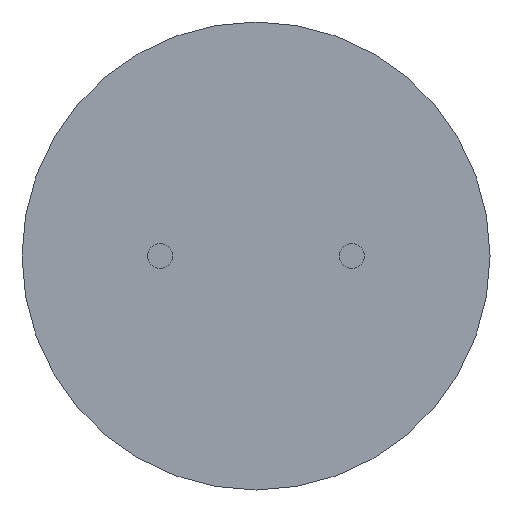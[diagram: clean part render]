
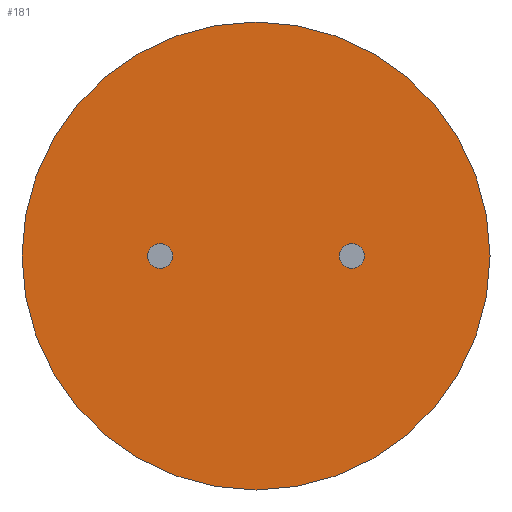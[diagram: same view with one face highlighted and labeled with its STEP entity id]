
A CAD part, front view. The second image highlights one B-rep face of the part: STEP entity #181.
In plain terms, the highlighted planar face has unit normal (0, -1, 0).
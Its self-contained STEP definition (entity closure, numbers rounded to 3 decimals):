
#13 = VERTEX_POINT ( 'NONE', #257 ) ;
#14 = AXIS2_PLACEMENT_3D ( 'NONE', #377, #262, #59 ) ;
#35 = CARTESIAN_POINT ( 'NONE',  ( 0., 0., 0. ) ) ;
#38 = CARTESIAN_POINT ( 'NONE',  ( -2.5, 0., -0.325 ) ) ;
#39 = CIRCLE ( 'NONE', #378, 6.1 ) ;
#49 = CIRCLE ( 'NONE', #147, 0.325 ) ;
#52 = ORIENTED_EDGE ( 'NONE', *, *, #141, .F. ) ;
#59 = DIRECTION ( 'NONE',  ( 0., 0., 1. ) ) ;
#61 = VERTEX_POINT ( 'NONE', #107 ) ;
#65 = DIRECTION ( 'NONE',  ( 0., 0., 1. ) ) ;
#81 = ORIENTED_EDGE ( 'NONE', *, *, #226, .F. ) ;
#89 = CIRCLE ( 'NONE', #14, 0.325 ) ;
#96 = CARTESIAN_POINT ( 'NONE',  ( 0., 0., 6.1 ) ) ;
#102 = FACE_OUTER_BOUND ( 'NONE', #252, .T. ) ;
#103 = EDGE_CURVE ( 'NONE', #61, #337, #171, .T. ) ;
#107 = CARTESIAN_POINT ( 'NONE',  ( 2.5, 0., 0.325 ) ) ;
#114 = VERTEX_POINT ( 'NONE', #38 ) ;
#120 = EDGE_CURVE ( 'NONE', #314, #192, #39, .T. ) ;
#126 = DIRECTION ( 'NONE',  ( 0., 1., 0. ) ) ;
#134 = CARTESIAN_POINT ( 'NONE',  ( 0., 0., -6.1 ) ) ;
#141 = EDGE_CURVE ( 'NONE', #13, #114, #49, .T. ) ;
#147 = AXIS2_PLACEMENT_3D ( 'NONE', #154, #387, #367 ) ;
#150 = CARTESIAN_POINT ( 'NONE',  ( 2.5, 0., 0. ) ) ;
#154 = CARTESIAN_POINT ( 'NONE',  ( -2.5, 0., 0. ) ) ;
#157 = DIRECTION ( 'NONE',  ( 0., 1., 0. ) ) ;
#171 = CIRCLE ( 'NONE', #382, 0.325 ) ;
#181 = ADVANCED_FACE ( 'NONE', ( #239, #364, #102 ), #186, .F. ) ;
#186 = PLANE ( 'NONE',  #292 ) ;
#192 = VERTEX_POINT ( 'NONE', #134 ) ;
#196 = CIRCLE ( 'NONE', #299, 0.325 ) ;
#204 = ORIENTED_EDGE ( 'NONE', *, *, #259, .F. ) ;
#205 = EDGE_LOOP ( 'NONE', ( #236, #204 ) ) ;
#206 = CARTESIAN_POINT ( 'NONE',  ( 0., 0., 0. ) ) ;
#226 = EDGE_CURVE ( 'NONE', #192, #314, #322, .T. ) ;
#228 = DIRECTION ( 'NONE',  ( 0., 0., 1. ) ) ;
#236 = ORIENTED_EDGE ( 'NONE', *, *, #103, .F. ) ;
#238 = CARTESIAN_POINT ( 'NONE',  ( 2.5, 0., 0. ) ) ;
#239 = FACE_BOUND ( 'NONE', #205, .T. ) ;
#252 = EDGE_LOOP ( 'NONE', ( #81, #353 ) ) ;
#256 = EDGE_CURVE ( 'NONE', #114, #13, #89, .T. ) ;
#257 = CARTESIAN_POINT ( 'NONE',  ( -2.5, 0., 0.325 ) ) ;
#259 = EDGE_CURVE ( 'NONE', #337, #61, #196, .T. ) ;
#262 = DIRECTION ( 'NONE',  ( 0., -1., 0. ) ) ;
#263 = DIRECTION ( 'NONE',  ( 0., -1., 0. ) ) ;
#273 = EDGE_LOOP ( 'NONE', ( #52, #385 ) ) ;
#274 = DIRECTION ( 'NONE',  ( 0., 0., 1. ) ) ;
#276 = DIRECTION ( 'NONE',  ( 0., 0., 1. ) ) ;
#292 = AXIS2_PLACEMENT_3D ( 'NONE', #305, #126, #65 ) ;
#297 = DIRECTION ( 'NONE',  ( 0., -1., 0. ) ) ;
#299 = AXIS2_PLACEMENT_3D ( 'NONE', #150, #297, #228 ) ;
#305 = CARTESIAN_POINT ( 'NONE',  ( 0., 0., 0. ) ) ;
#314 = VERTEX_POINT ( 'NONE', #96 ) ;
#322 = CIRCLE ( 'NONE', #354, 6.1 ) ;
#323 = CARTESIAN_POINT ( 'NONE',  ( 2.5, 0., -0.325 ) ) ;
#337 = VERTEX_POINT ( 'NONE', #323 ) ;
#353 = ORIENTED_EDGE ( 'NONE', *, *, #120, .F. ) ;
#354 = AXIS2_PLACEMENT_3D ( 'NONE', #35, #383, #276 ) ;
#361 = DIRECTION ( 'NONE',  ( 0., 0., 1. ) ) ;
#364 = FACE_BOUND ( 'NONE', #273, .T. ) ;
#367 = DIRECTION ( 'NONE',  ( 0., 0., 1. ) ) ;
#377 = CARTESIAN_POINT ( 'NONE',  ( -2.5, 0., 0. ) ) ;
#378 = AXIS2_PLACEMENT_3D ( 'NONE', #206, #157, #274 ) ;
#382 = AXIS2_PLACEMENT_3D ( 'NONE', #238, #263, #361 ) ;
#383 = DIRECTION ( 'NONE',  ( 0., 1., 0. ) ) ;
#385 = ORIENTED_EDGE ( 'NONE', *, *, #256, .F. ) ;
#387 = DIRECTION ( 'NONE',  ( 0., -1., 0. ) ) ;
